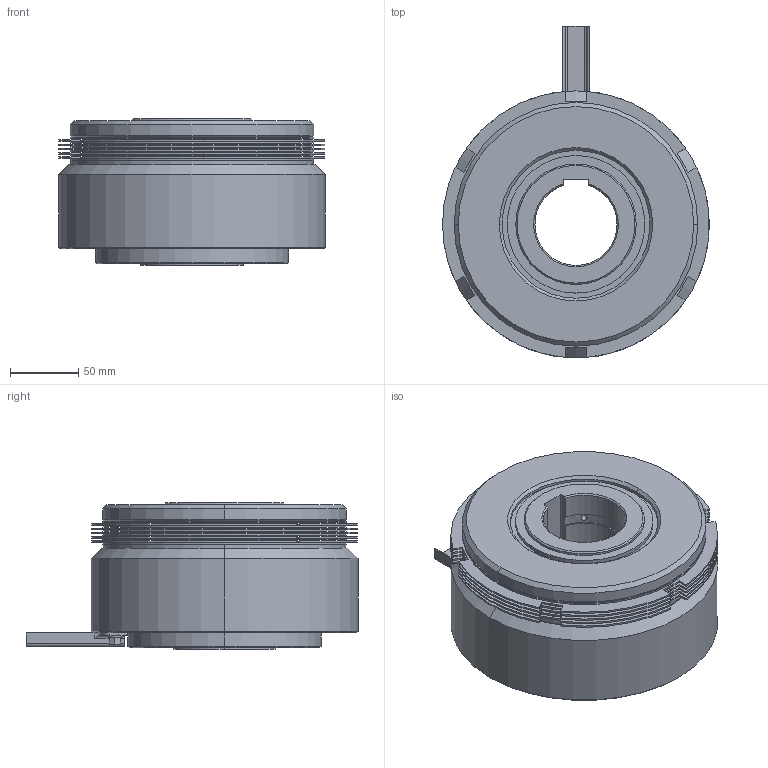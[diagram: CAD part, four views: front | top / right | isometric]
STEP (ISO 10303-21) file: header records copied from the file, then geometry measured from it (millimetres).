
FILE_DESCRIPTION (( 'STEP AP203' ), '1' );
FILE_NAME ('MWC 40_23689700_湿式多板電磁クラッチ組立.STEP', '2016-03-31T01:10:03', ( ' ' ), ( '' ), 'SwSTEP 2.0', 'SolidWorks 2009', '' );
FILE_SCHEMA (( 'CONFIG_CONTROL_DESIGN' ));
Length unit declared in the file: millimetre
Products named in the file (1): MWC 40_23689700_湿式多板電磁クラッチ組立
Bounding box: 195 x 242.5 x 107 mm (x, y, z)
Volume: 2374433.2 mm3; surface area: 419668.2 mm2
Topology: 2 solids, 9 shells, 489 faces, 1270 edges, 834 vertices
Faces by surface type: plane 251, cylinder 212, cone 26
Entity records: 15775 total; most frequent: CARTESIAN_POINT 3426, DIRECTION 2584, ORIENTED_EDGE 2540, EDGE_CURVE 1270, AXIS2_PLACEMENT_3D 904, VERTEX_POINT 834, LINE 776, VECTOR 776
